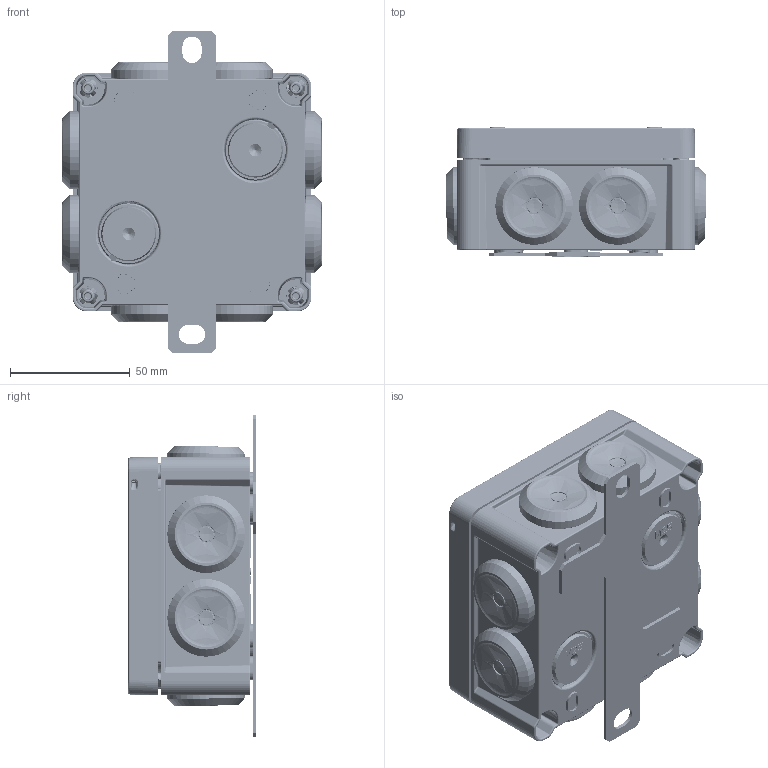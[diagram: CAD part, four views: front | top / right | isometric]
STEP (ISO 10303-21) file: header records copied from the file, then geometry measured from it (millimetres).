
FILE_DESCRIPTION((''),'2;1');
FILE_NAME('FPT1010PP46_ASM','2015-12-29T',('tuomo_kuusi'),(''),'PRO/ENGINEER BY PARAMETRIC TECHNOLOGY CORPORATION, 2013230','PRO/ENGINEER BY PARAMETRIC TECHNOLOGY CORPORATION, 2013230','');
FILE_SCHEMA(('CONFIG_CONTROL_DESIGN'));
Products named in the file (19): FPT_BASE1010FSB_PMR2987_2; FPT_FIXING1010FSB; FPT_VETONIITTI_HCBS005014STZC; FPT_FIXING1010FSB_ASM; FPT_COVER1010_PMR2988_2; FPT_COVER1010_PMR2988_2_ASM; FPT_SCREW_PMR2991_2; RMM25_2003; PPK315-80; DIN7985_M5X10_A2K_RUUVI; PPK146; PLC45; KJXA18_ASM; PTK189; PLE31; PR134; KRXA6_ASM; COVER_FIXING_LINE_150; FPT1010PP46_ASM
Assembly tree (35 placements, depth 3):
  FPT1010PP46_ASM
    FPT_BASE1010FSB_PMR2987_2
    FPT_FIXING1010FSB_ASM
      FPT_FIXING1010FSB
      FPT_VETONIITTI_HCBS005014STZC  x2
    FPT_COVER1010_PMR2988_2_ASM
      FPT_COVER1010_PMR2988_2
    FPT_SCREW_PMR2991_2  x4
    RMM25_2003  x8
    PPK315-80
    DIN7985_M5X10_A2K_RUUVI  x2
    KJXA18_ASM  x2
      PPK146
      PLC45
    KRXA6_ASM  x4
      PTK189
      PLE31
      PR134
    COVER_FIXING_LINE_150
Bounding box: 109 x 53.8 x 135 mm (x, y, z)
Volume: 143863.4 mm3; surface area: 148655 mm2
Topology: 41 solids, 41 shells, 5582 faces, 14408 edges, 9107 vertices
Faces by surface type: plane 3257, cylinder 949, cone 496, bspline 376, torus 348, sphere 116, extrusion 40
Entity records: 102908 total; most frequent: CARTESIAN_POINT 35248, ORIENTED_EDGE 14702, DIRECTION 12919, EDGE_CURVE 7351, VERTEX_POINT 4683, VECTOR 4595, LINE 4585, AXIS2_PLACEMENT_3D 4162
